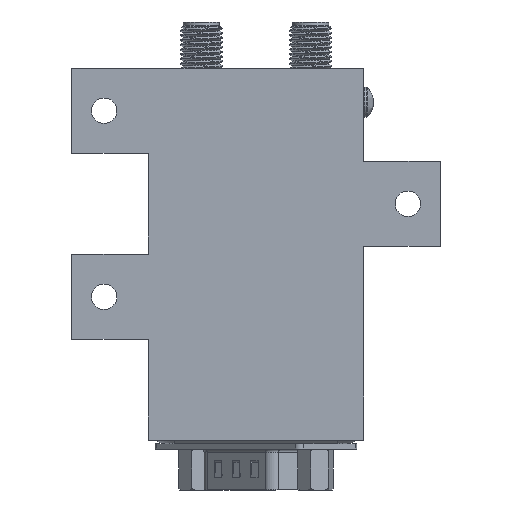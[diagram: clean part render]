
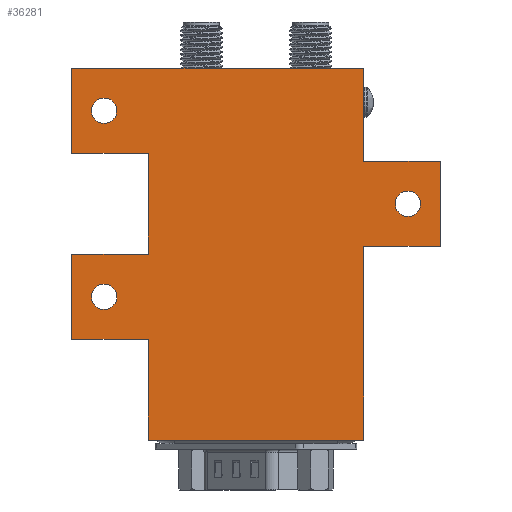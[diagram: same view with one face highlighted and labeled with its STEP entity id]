
A CAD part, front view. The second image highlights one B-rep face of the part: STEP entity #36281.
In plain terms, the highlighted planar face has unit normal (0, -1, 0).
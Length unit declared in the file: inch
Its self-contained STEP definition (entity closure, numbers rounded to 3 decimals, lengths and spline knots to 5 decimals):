
#216 = EDGE_CURVE ( 'NONE', #33281, #7359, #28002, .T. ) ;
#604 = DIRECTION ( 'NONE',  ( 0., 0., -1. ) ) ;
#1245 = CARTESIAN_POINT ( 'NONE',  ( 1.08, -0.69, -0.545 ) ) ;
#1781 = CARTESIAN_POINT ( 'NONE',  ( -0.63, -0.69, -1.59 ) ) ;
#2017 = VERTEX_POINT ( 'NONE', #12317 ) ;
#2406 = DIRECTION ( 'NONE',  ( 0., -1., 0. ) ) ;
#2439 = EDGE_CURVE ( 'NONE', #13791, #13791, #20989, .T. ) ;
#2829 = FACE_BOUND ( 'NONE', #41470, .T. ) ;
#3570 = CARTESIAN_POINT ( 'NONE',  ( -1.08, -0.69, 0. ) ) ;
#4973 = VECTOR ( 'NONE', #11386, 39.37008 ) ;
#5582 = DIRECTION ( 'NONE',  ( 0., -1., 0. ) ) ;
#5620 = VERTEX_POINT ( 'NONE', #17236 ) ;
#5810 = CARTESIAN_POINT ( 'NONE',  ( -0.63, -0.69, -0.5 ) ) ;
#7345 = DIRECTION ( 'NONE',  ( 0., 1., 0. ) ) ;
#7359 = VERTEX_POINT ( 'NONE', #52575 ) ;
#7746 = VERTEX_POINT ( 'NONE', #20043 ) ;
#7771 = CARTESIAN_POINT ( 'NONE',  ( 0.63, -0.69, 0. ) ) ;
#7964 = CARTESIAN_POINT ( 'NONE',  ( 0.63, -0.69, 0. ) ) ;
#8552 = EDGE_CURVE ( 'NONE', #39826, #28615, #10685, .T. ) ;
#8897 = LINE ( 'NONE', #37958, #13994 ) ;
#9222 = ORIENTED_EDGE ( 'NONE', *, *, #14114, .F. ) ;
#9679 = CARTESIAN_POINT ( 'NONE',  ( -1.08, -0.69, 0. ) ) ;
#9868 = DIRECTION ( 'NONE',  ( 1., 0., 0. ) ) ;
#10024 = CARTESIAN_POINT ( 'NONE',  ( 1.08, -0.69, -1.045 ) ) ;
#10685 = LINE ( 'NONE', #30932, #19899 ) ;
#11025 = VECTOR ( 'NONE', #41534, 39.37008 ) ;
#11231 = DIRECTION ( 'NONE',  ( 0., 0., -1. ) ) ;
#11386 = DIRECTION ( 'NONE',  ( -1., 0., 0. ) ) ;
#11388 = VERTEX_POINT ( 'NONE', #40607 ) ;
#12317 = CARTESIAN_POINT ( 'NONE',  ( -1.08, -0.69, 0. ) ) ;
#12877 = ORIENTED_EDGE ( 'NONE', *, *, #17006, .T. ) ;
#12977 = VERTEX_POINT ( 'NONE', #35121 ) ;
#13791 = VERTEX_POINT ( 'NONE', #14621 ) ;
#13994 = VECTOR ( 'NONE', #25779, 39.37008 ) ;
#14114 = EDGE_CURVE ( 'NONE', #23527, #7746, #23029, .T. ) ;
#14613 = EDGE_CURVE ( 'NONE', #20436, #2017, #31306, .T. ) ;
#14621 = CARTESIAN_POINT ( 'NONE',  ( -0.89, -0.69, -0.3245 ) ) ;
#15058 = DIRECTION ( 'NONE',  ( 0., 0., -1. ) ) ;
#15669 = VECTOR ( 'NONE', #26956, 39.37008 ) ;
#16249 = ORIENTED_EDGE ( 'NONE', *, *, #216, .T. ) ;
#16334 = EDGE_CURVE ( 'NONE', #34019, #7746, #50574, .T. ) ;
#16936 = EDGE_CURVE ( 'NONE', #50814, #23527, #18112, .T. ) ;
#17006 = EDGE_CURVE ( 'NONE', #12977, #34019, #32776, .T. ) ;
#17236 = CARTESIAN_POINT ( 'NONE',  ( 0.89, -0.69, -0.8695 ) ) ;
#17849 = AXIS2_PLACEMENT_3D ( 'NONE', #28297, #53764, #49066 ) ;
#18112 = LINE ( 'NONE', #1245, #42523 ) ;
#18657 = EDGE_CURVE ( 'NONE', #11388, #38708, #38986, .T. ) ;
#18747 = CARTESIAN_POINT ( 'NONE',  ( 0.63, -0.69, -2.18 ) ) ;
#18783 = VECTOR ( 'NONE', #52685, 39.37008 ) ;
#18868 = VERTEX_POINT ( 'NONE', #38014 ) ;
#19638 = ORIENTED_EDGE ( 'NONE', *, *, #42575, .T. ) ;
#19899 = VECTOR ( 'NONE', #9868, 39.37008 ) ;
#19967 = FACE_BOUND ( 'NONE', #52018, .T. ) ;
#20043 = CARTESIAN_POINT ( 'NONE',  ( 0.63, -0.69, -1.045 ) ) ;
#20436 = VERTEX_POINT ( 'NONE', #44689 ) ;
#20670 = LINE ( 'NONE', #41213, #34860 ) ;
#20707 = LINE ( 'NONE', #3570, #41671 ) ;
#20989 = CIRCLE ( 'NONE', #40476, 0.0745 ) ;
#22365 = CARTESIAN_POINT ( 'NONE',  ( -1.08, -0.69, -1.59 ) ) ;
#22739 = EDGE_CURVE ( 'NONE', #18868, #50814, #39400, .T. ) ;
#23029 = LINE ( 'NONE', #10024, #36645 ) ;
#23527 = VERTEX_POINT ( 'NONE', #49117 ) ;
#23702 = CARTESIAN_POINT ( 'NONE',  ( -0.89, -0.69, -1.34 ) ) ;
#25779 = DIRECTION ( 'NONE',  ( 0., 0., -1. ) ) ;
#25941 = EDGE_CURVE ( 'NONE', #38708, #12977, #20670, .T. ) ;
#26407 = LINE ( 'NONE', #39146, #15669 ) ;
#26956 = DIRECTION ( 'NONE',  ( 0., 0., -1. ) ) ;
#27119 = EDGE_CURVE ( 'NONE', #42181, #42181, #33126, .T. ) ;
#27603 = ORIENTED_EDGE ( 'NONE', *, *, #16936, .F. ) ;
#27782 = CIRCLE ( 'NONE', #45450, 0.0745 ) ;
#28002 = LINE ( 'NONE', #31898, #4973 ) ;
#28297 = CARTESIAN_POINT ( 'NONE',  ( 0., -0.69, 0. ) ) ;
#28328 = DIRECTION ( 'NONE',  ( 1., 0., 0. ) ) ;
#28343 = EDGE_LOOP ( 'NONE', ( #47912, #16249, #36470, #38454, #44150, #12877, #54209, #9222, #27603, #29594, #54300, #47951, #52179, #41777 ) ) ;
#28615 = VERTEX_POINT ( 'NONE', #5810 ) ;
#29278 = DIRECTION ( 'NONE',  ( 0., 0., -1. ) ) ;
#29594 = ORIENTED_EDGE ( 'NONE', *, *, #22739, .F. ) ;
#30125 = VECTOR ( 'NONE', #28328, 39.37008 ) ;
#30334 = EDGE_LOOP ( 'NONE', ( #40078 ) ) ;
#30932 = CARTESIAN_POINT ( 'NONE',  ( -1.08, -0.69, -0.5 ) ) ;
#31306 = LINE ( 'NONE', #9679, #40212 ) ;
#31573 = DIRECTION ( 'NONE',  ( -1., 0., 0. ) ) ;
#31898 = CARTESIAN_POINT ( 'NONE',  ( -1.08, -0.69, -1.09 ) ) ;
#32013 = CARTESIAN_POINT ( 'NONE',  ( 0.89, -0.69, -0.795 ) ) ;
#32776 = LINE ( 'NONE', #45759, #30125 ) ;
#33126 = CIRCLE ( 'NONE', #54306, 0.0745 ) ;
#33281 = VERTEX_POINT ( 'NONE', #34815 ) ;
#34019 = VERTEX_POINT ( 'NONE', #18747 ) ;
#34815 = CARTESIAN_POINT ( 'NONE',  ( -0.63, -0.69, -1.09 ) ) ;
#34860 = VECTOR ( 'NONE', #29278, 39.37008 ) ;
#35121 = CARTESIAN_POINT ( 'NONE',  ( -0.63, -0.69, -2.18 ) ) ;
#35238 = DIRECTION ( 'NONE',  ( -1., 0., 0. ) ) ;
#35344 = CARTESIAN_POINT ( 'NONE',  ( 1.08, -0.69, -0.545 ) ) ;
#35520 = CARTESIAN_POINT ( 'NONE',  ( 1.08, -0.69, -0.545 ) ) ;
#36281 = ADVANCED_FACE ( 'NONE', ( #40770, #19967, #2829, #36881 ), #36612, .T. ) ;
#36470 = ORIENTED_EDGE ( 'NONE', *, *, #51357, .T. ) ;
#36612 = PLANE ( 'NONE',  #17849 ) ;
#36645 = VECTOR ( 'NONE', #35238, 39.37008 ) ;
#36881 = FACE_BOUND ( 'NONE', #30334, .T. ) ;
#37642 = LINE ( 'NONE', #7771, #11025 ) ;
#37958 = CARTESIAN_POINT ( 'NONE',  ( -1.08, -0.69, -1.09 ) ) ;
#38014 = CARTESIAN_POINT ( 'NONE',  ( 0.63, -0.69, -0.545 ) ) ;
#38376 = VECTOR ( 'NONE', #44613, 39.37008 ) ;
#38454 = ORIENTED_EDGE ( 'NONE', *, *, #18657, .T. ) ;
#38708 = VERTEX_POINT ( 'NONE', #1781 ) ;
#38986 = LINE ( 'NONE', #22365, #50522 ) ;
#39146 = CARTESIAN_POINT ( 'NONE',  ( -0.63, -0.69, 0. ) ) ;
#39400 = LINE ( 'NONE', #35520, #18783 ) ;
#39826 = VERTEX_POINT ( 'NONE', #51525 ) ;
#40078 = ORIENTED_EDGE ( 'NONE', *, *, #2439, .F. ) ;
#40212 = VECTOR ( 'NONE', #31573, 39.37008 ) ;
#40476 = AXIS2_PLACEMENT_3D ( 'NONE', #48227, #5582, #604 ) ;
#40607 = CARTESIAN_POINT ( 'NONE',  ( -1.08, -0.69, -1.59 ) ) ;
#40770 = FACE_OUTER_BOUND ( 'NONE', #28343, .T. ) ;
#40967 = DIRECTION ( 'NONE',  ( 0., 0., -1. ) ) ;
#41213 = CARTESIAN_POINT ( 'NONE',  ( -0.63, -0.69, 0. ) ) ;
#41470 = EDGE_LOOP ( 'NONE', ( #19638 ) ) ;
#41534 = DIRECTION ( 'NONE',  ( 0., 0., 1. ) ) ;
#41671 = VECTOR ( 'NONE', #40967, 39.37008 ) ;
#41777 = ORIENTED_EDGE ( 'NONE', *, *, #8552, .T. ) ;
#42181 = VERTEX_POINT ( 'NONE', #49446 ) ;
#42523 = VECTOR ( 'NONE', #15058, 39.37008 ) ;
#42575 = EDGE_CURVE ( 'NONE', #5620, #5620, #27782, .T. ) ;
#43383 = EDGE_CURVE ( 'NONE', #18868, #20436, #37642, .T. ) ;
#43698 = DIRECTION ( 'NONE',  ( 1., 0., 0. ) ) ;
#44150 = ORIENTED_EDGE ( 'NONE', *, *, #25941, .T. ) ;
#44613 = DIRECTION ( 'NONE',  ( 0., 0., 1. ) ) ;
#44689 = CARTESIAN_POINT ( 'NONE',  ( 0.63, -0.69, 0. ) ) ;
#45450 = AXIS2_PLACEMENT_3D ( 'NONE', #32013, #7345, #11231 ) ;
#45759 = CARTESIAN_POINT ( 'NONE',  ( -0.63, -0.69, -2.18 ) ) ;
#47912 = ORIENTED_EDGE ( 'NONE', *, *, #49314, .T. ) ;
#47951 = ORIENTED_EDGE ( 'NONE', *, *, #14613, .T. ) ;
#48227 = CARTESIAN_POINT ( 'NONE',  ( -0.89, -0.69, -0.25 ) ) ;
#49066 = DIRECTION ( 'NONE',  ( 0., 0., -1. ) ) ;
#49117 = CARTESIAN_POINT ( 'NONE',  ( 1.08, -0.69, -1.045 ) ) ;
#49314 = EDGE_CURVE ( 'NONE', #28615, #33281, #26407, .T. ) ;
#49446 = CARTESIAN_POINT ( 'NONE',  ( -0.89, -0.69, -1.4145 ) ) ;
#50522 = VECTOR ( 'NONE', #43698, 39.37008 ) ;
#50574 = LINE ( 'NONE', #7964, #38376 ) ;
#50814 = VERTEX_POINT ( 'NONE', #35344 ) ;
#50949 = ORIENTED_EDGE ( 'NONE', *, *, #27119, .F. ) ;
#51357 = EDGE_CURVE ( 'NONE', #7359, #11388, #8897, .T. ) ;
#51525 = CARTESIAN_POINT ( 'NONE',  ( -1.08, -0.69, -0.5 ) ) ;
#52018 = EDGE_LOOP ( 'NONE', ( #50949 ) ) ;
#52179 = ORIENTED_EDGE ( 'NONE', *, *, #52789, .T. ) ;
#52541 = DIRECTION ( 'NONE',  ( 0., 0., -1. ) ) ;
#52575 = CARTESIAN_POINT ( 'NONE',  ( -1.08, -0.69, -1.09 ) ) ;
#52685 = DIRECTION ( 'NONE',  ( 1., 0., 0. ) ) ;
#52789 = EDGE_CURVE ( 'NONE', #2017, #39826, #20707, .T. ) ;
#53764 = DIRECTION ( 'NONE',  ( 0., -1., 0. ) ) ;
#54209 = ORIENTED_EDGE ( 'NONE', *, *, #16334, .T. ) ;
#54300 = ORIENTED_EDGE ( 'NONE', *, *, #43383, .T. ) ;
#54306 = AXIS2_PLACEMENT_3D ( 'NONE', #23702, #2406, #52541 ) ;
